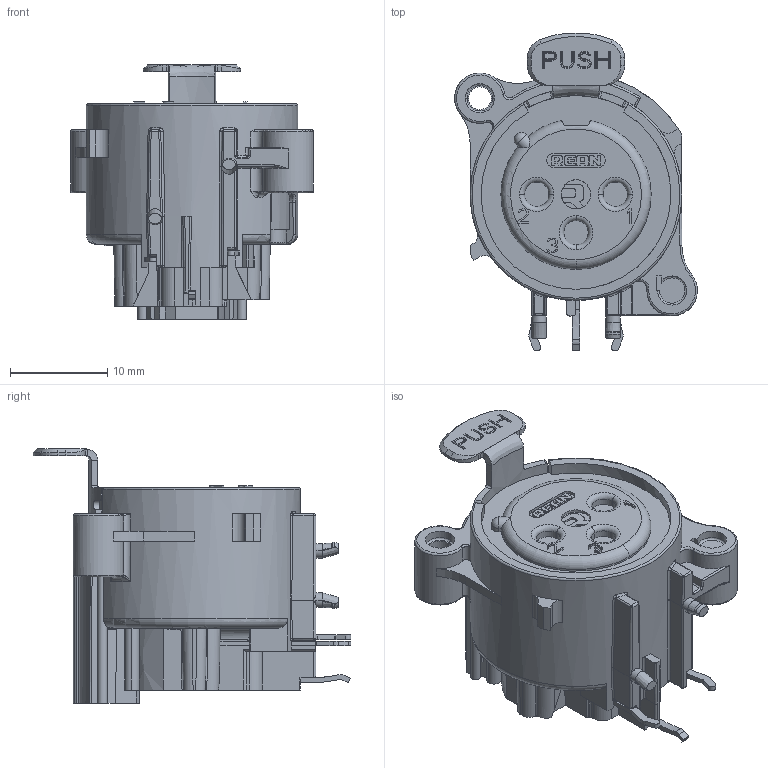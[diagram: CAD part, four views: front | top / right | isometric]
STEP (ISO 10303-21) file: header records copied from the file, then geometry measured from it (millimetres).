
FILE_DESCRIPTION((''),'2;1');
FILE_NAME('RRX3F-AA-000','2024-04-28T14:26:35',('summer.xia'),(''),'CREO PARAMETRIC BY PTC INC, 2023424','CREO PARAMETRIC BY PTC INC, 2023424','');
FILE_SCHEMA(('CONFIG_CONTROL_DESIGN'));
Length unit declared in the file: millimetre
Products named in the file (1): RRX3F-AA-000
Bounding box: 25 x 32.7 x 26.2 mm (x, y, z)
Volume: 7313.5 mm3; surface area: 3492.5 mm2
Topology: 1 solids, 7 shells, 1103 faces, 3039 edges, 1961 vertices
Faces by surface type: plane 714, cylinder 219, torus 52, bspline 44, cone 27, extrusion 27, sphere 20
Entity records: 37895 total; most frequent: CARTESIAN_POINT 10450, ORIENTED_EDGE 6000, DIRECTION 5290, EDGE_CURVE 3000, VECTOR 2042, LINE 2015, VERTEX_POINT 1929, AXIS2_PLACEMENT_3D 1624
